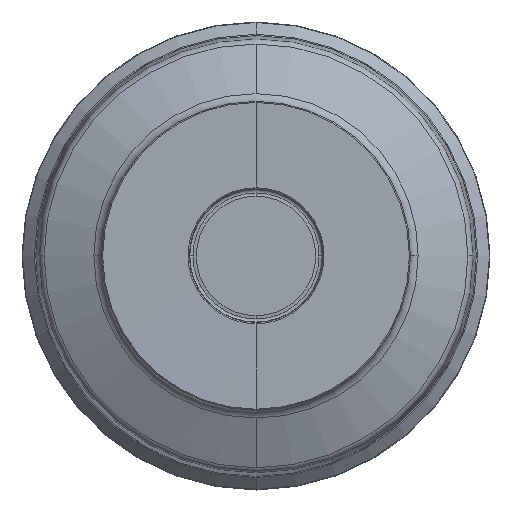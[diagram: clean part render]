
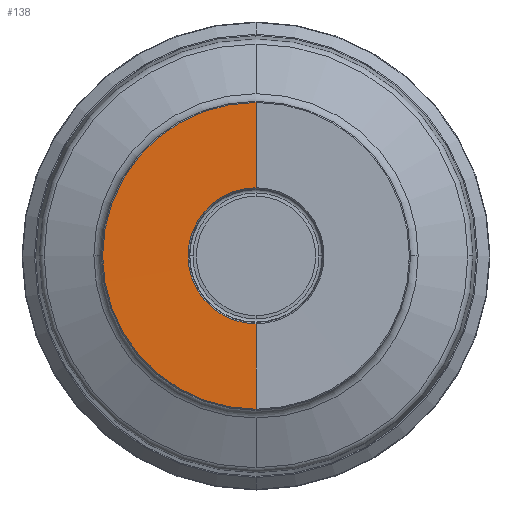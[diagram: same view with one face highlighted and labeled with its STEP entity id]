
A CAD part, top view. The second image highlights one B-rep face of the part: STEP entity #138.
In plain terms, the highlighted conical face has half-angle 89.914 degrees and reference radius 50.151 mm.
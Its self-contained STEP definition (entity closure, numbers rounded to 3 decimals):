
#138=ADVANCED_FACE('',(#374),#375,.F.);
#374=FACE_OUTER_BOUND('',#697,.T.);
#375=CONICAL_SURFACE('',#698,50.151,1.569);
#697=EDGE_LOOP('',(#1061,#1062,#1063,#1064));
#698=AXIS2_PLACEMENT_3D('',#1065,#1066,#1067);
#1061=ORIENTED_EDGE('',*,*,#1866,.F.);
#1062=ORIENTED_EDGE('',*,*,#1867,.F.);
#1063=ORIENTED_EDGE('',*,*,#1868,.F.);
#1064=ORIENTED_EDGE('',*,*,#1869,.T.);
#1065=CARTESIAN_POINT('',(0.,0.0,-0.029));
#1066=DIRECTION('',(0.,-0.0,1.0));
#1067=DIRECTION('',(0.0,1.0,0.0));
#1866=EDGE_CURVE('',#2270,#2276,#2277,.T.);
#1867=EDGE_CURVE('',#2272,#2270,#2278,.T.);
#1868=EDGE_CURVE('',#2279,#2272,#2280,.T.);
#1869=EDGE_CURVE('',#2279,#2276,#2281,.T.);
#2270=VERTEX_POINT('',#2756);
#2272=VERTEX_POINT('',#2759);
#2276=VERTEX_POINT('',#2764);
#2277=LINE('',#2765,#2766);
#2278=CIRCLE('',#2767,69.5);
#2279=VERTEX_POINT('',#2768);
#2280=LINE('',#2769,#2770);
#2281=CIRCLE('',#2771,30.801);
#2756=CARTESIAN_POINT('',(0.0,69.5,0.0));
#2759=CARTESIAN_POINT('',(0.,-69.5,0.));
#2764=CARTESIAN_POINT('',(0.,30.801,-0.058));
#2765=CARTESIAN_POINT('',(0.,50.151,-0.029));
#2766=VECTOR('',#3242,1.0);
#2767=AXIS2_PLACEMENT_3D('',#3243,#3244,#3245);
#2768=CARTESIAN_POINT('',(0.,-30.801,-0.058));
#2769=CARTESIAN_POINT('',(0.,-50.151,-0.029));
#2770=VECTOR('',#3246,1.0);
#2771=AXIS2_PLACEMENT_3D('',#3247,#3248,#3249);
#3242=DIRECTION('',(0.,-1.,-0.001));
#3243=CARTESIAN_POINT('',(0.0,0.0,0.0));
#3244=DIRECTION('',(0.,0.0,-1.0));
#3245=DIRECTION('',(0.0,1.0,0.0));
#3246=DIRECTION('',(0.,-1.,0.001));
#3247=CARTESIAN_POINT('',(0.,0.0,-0.058));
#3248=DIRECTION('',(0.,0.0,-1.0));
#3249=DIRECTION('',(0.0,1.0,0.0));
